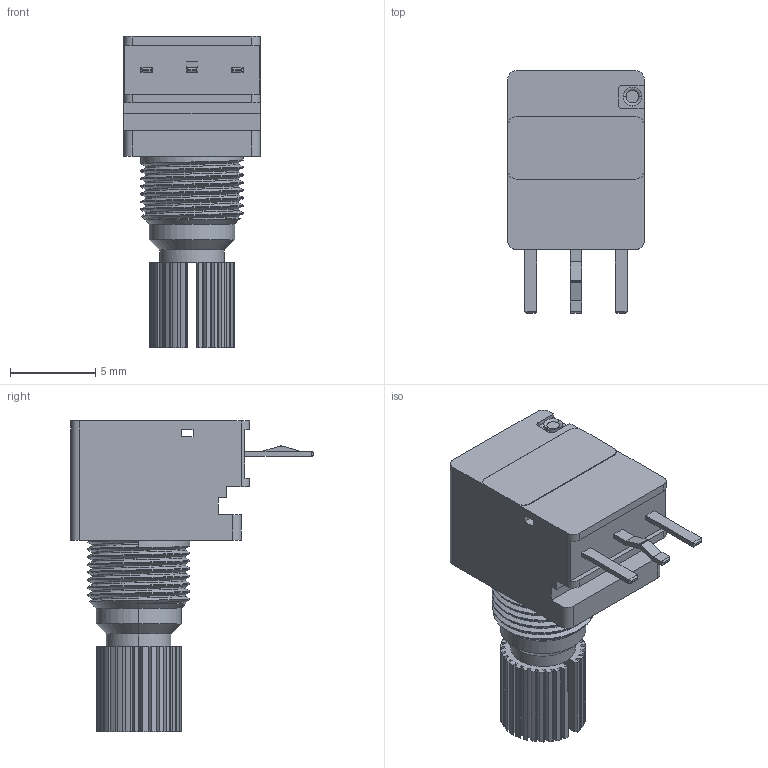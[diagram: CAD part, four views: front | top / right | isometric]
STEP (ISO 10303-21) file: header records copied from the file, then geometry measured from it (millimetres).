
FILE_DESCRIPTION (( 'STEP AP214' ), '1' );
FILE_NAME ('PTD901-1015F-A203.STEP', '2022-12-09T19:33:43', ( '' ), ( '' ), 'SwSTEP 2.0', 'SolidWorks 2021', '' );
FILE_SCHEMA (( 'AUTOMOTIVE_DESIGN' ));
Length unit declared in the file: millimetre
Products named in the file (1): PTD901-1015F-A203
Bounding box: 8 x 14.24 x 18.3 mm (x, y, z)
Volume: 768.2 mm3; surface area: 827.9 mm2
Topology: 2 solids, 2 shells, 279 faces, 776 edges, 509 vertices
Faces by surface type: plane 184, cylinder 83, cone 5, torus 4, bspline 3
Entity records: 9869 total; most frequent: CARTESIAN_POINT 2708, ORIENTED_EDGE 1552, DIRECTION 1409, EDGE_CURVE 776, LINE 589, VECTOR 589, VERTEX_POINT 509, AXIS2_PLACEMENT_3D 410
